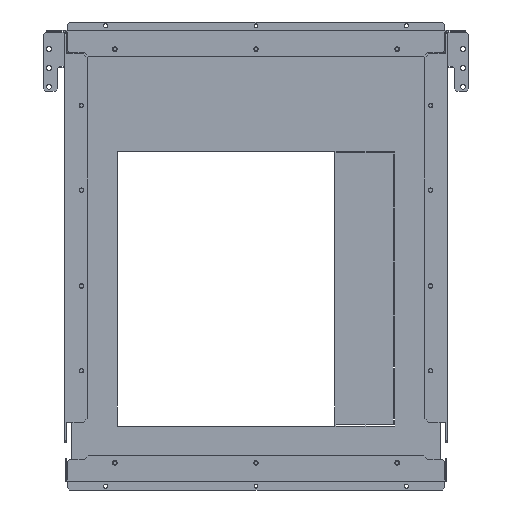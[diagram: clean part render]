
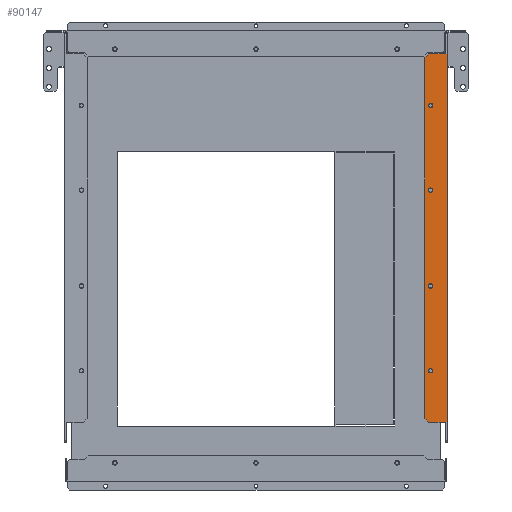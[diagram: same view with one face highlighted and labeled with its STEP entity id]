
A CAD part, left-side view. The second image highlights one B-rep face of the part: STEP entity #90147.
In plain terms, the highlighted planar face has unit normal (-1, 0, 0).
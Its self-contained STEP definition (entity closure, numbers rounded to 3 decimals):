
#2181 = FACE_BOUND ( 'NONE', #67391, .T. ) ;
#2749 = DIRECTION ( 'NONE',  ( 0., 1., 0. ) ) ;
#3779 = VERTEX_POINT ( 'NONE', #31611 ) ;
#4088 = LINE ( 'NONE', #51655, #44268 ) ;
#4129 = LINE ( 'NONE', #5146, #9183 ) ;
#5146 = CARTESIAN_POINT ( 'NONE',  ( -158., -251.5, -496. ) ) ;
#5604 = ORIENTED_EDGE ( 'NONE', *, *, #80019, .F. ) ;
#5609 = EDGE_CURVE ( 'NONE', #66979, #83234, #85927, .T. ) ;
#6185 = EDGE_LOOP ( 'NONE', ( #69567, #99271 ) ) ;
#6263 = ORIENTED_EDGE ( 'NONE', *, *, #71120, .T. ) ;
#7388 = EDGE_LOOP ( 'NONE', ( #17335, #65418 ) ) ;
#7540 = EDGE_CURVE ( 'NONE', #85030, #57380, #64923, .T. ) ;
#7682 = CARTESIAN_POINT ( 'NONE',  ( -158., -232., -315. ) ) ;
#8308 = DIRECTION ( 'NONE',  ( 0., 1., 0. ) ) ;
#8319 = VECTOR ( 'NONE', #39533, 1000. ) ;
#8339 = PLANE ( 'NONE',  #38117 ) ;
#8507 = AXIS2_PLACEMENT_3D ( 'NONE', #7682, #45543, #76736 ) ;
#9183 = VECTOR ( 'NONE', #28161, 1000. ) ;
#9238 = CIRCLE ( 'NONE', #46764, 2.7 ) ;
#9828 = LINE ( 'NONE', #32839, #18719 ) ;
#10108 = VERTEX_POINT ( 'NONE', #51983 ) ;
#10910 = CARTESIAN_POINT ( 'NONE',  ( -158., -232., -315. ) ) ;
#11215 = VECTOR ( 'NONE', #14915, 1000. ) ;
#11647 = CARTESIAN_POINT ( 'NONE',  ( -158., -229.3, -187.5 ) ) ;
#12667 = DIRECTION ( 'NONE',  ( 0., 1., 0. ) ) ;
#13664 = DIRECTION ( 'NONE',  ( 0., 0.707, -0.707 ) ) ;
#14249 = CIRCLE ( 'NONE', #46885, 2.7 ) ;
#14915 = DIRECTION ( 'NONE',  ( 0., 1., 0. ) ) ;
#15525 = DIRECTION ( 'NONE',  ( 0., -1., 0. ) ) ;
#15836 = ORIENTED_EDGE ( 'NONE', *, *, #76357, .T. ) ;
#15841 = CARTESIAN_POINT ( 'NONE',  ( -158., -254., -251.25 ) ) ;
#16006 = ORIENTED_EDGE ( 'NONE', *, *, #75612, .F. ) ;
#16456 = VERTEX_POINT ( 'NONE', #96192 ) ;
#17335 = ORIENTED_EDGE ( 'NONE', *, *, #7540, .F. ) ;
#18719 = VECTOR ( 'NONE', #88085, 1000. ) ;
#19355 = EDGE_CURVE ( 'NONE', #73294, #24656, #9238, .T. ) ;
#19698 = DIRECTION ( 'NONE',  ( 0., 1., 0. ) ) ;
#21839 = LINE ( 'NONE', #35660, #66600 ) ;
#22091 = CARTESIAN_POINT ( 'NONE',  ( -158., -254., -6.5 ) ) ;
#22142 = CARTESIAN_POINT ( 'NONE',  ( -158., -232., -187.5 ) ) ;
#22286 = CARTESIAN_POINT ( 'NONE',  ( -158., -232., -427.5 ) ) ;
#22763 = VERTEX_POINT ( 'NONE', #69174 ) ;
#24656 = VERTEX_POINT ( 'NONE', #41392 ) ;
#25598 = AXIS2_PLACEMENT_3D ( 'NONE', #22142, #46165, #8308 ) ;
#27002 = CARTESIAN_POINT ( 'NONE',  ( -158., -232., -75. ) ) ;
#27495 = ORIENTED_EDGE ( 'NONE', *, *, #60932, .T. ) ;
#28161 = DIRECTION ( 'NONE',  ( 0., -1., 0. ) ) ;
#29225 = DIRECTION ( 'NONE',  ( -1., 0., 0. ) ) ;
#31611 = CARTESIAN_POINT ( 'NONE',  ( -158., -234.7, -315. ) ) ;
#31853 = DIRECTION ( 'NONE',  ( 1., 0., 0. ) ) ;
#32248 = EDGE_CURVE ( 'NONE', #35429, #3779, #39525, .T. ) ;
#32775 = CIRCLE ( 'NONE', #65422, 2.7 ) ;
#32839 = CARTESIAN_POINT ( 'NONE',  ( -158., -119.375, -385.875 ) ) ;
#33593 = ORIENTED_EDGE ( 'NONE', *, *, #37749, .F. ) ;
#35429 = VERTEX_POINT ( 'NONE', #56595 ) ;
#35660 = CARTESIAN_POINT ( 'NONE',  ( -158., -119.375, -116.625 ) ) ;
#35929 = VECTOR ( 'NONE', #15525, 1000. ) ;
#37749 = EDGE_CURVE ( 'NONE', #24656, #73294, #14249, .T. ) ;
#38117 = AXIS2_PLACEMENT_3D ( 'NONE', #94265, #31853, #39517 ) ;
#38549 = AXIS2_PLACEMENT_3D ( 'NONE', #52429, #67762, #19698 ) ;
#38700 = EDGE_CURVE ( 'NONE', #67062, #96140, #91217, .T. ) ;
#39517 = DIRECTION ( 'NONE',  ( 0., 1., 0. ) ) ;
#39525 = CIRCLE ( 'NONE', #8507, 2.7 ) ;
#39533 = DIRECTION ( 'NONE',  ( 0., 0., -1. ) ) ;
#41021 = FACE_BOUND ( 'NONE', #7388, .T. ) ;
#41392 = CARTESIAN_POINT ( 'NONE',  ( -158., -229.3, -75. ) ) ;
#42451 = EDGE_CURVE ( 'NONE', #16456, #48753, #85601, .T. ) ;
#42505 = ORIENTED_EDGE ( 'NONE', *, *, #5609, .T. ) ;
#43451 = DIRECTION ( 'NONE',  ( 0., -1., 0. ) ) ;
#43815 = CARTESIAN_POINT ( 'NONE',  ( -158., -224.5, -251.25 ) ) ;
#44268 = VECTOR ( 'NONE', #43451, 1000. ) ;
#44513 = CARTESIAN_POINT ( 'NONE',  ( -158., -234.7, -187.5 ) ) ;
#45395 = CARTESIAN_POINT ( 'NONE',  ( -158., -229.5, -496. ) ) ;
#45543 = DIRECTION ( 'NONE',  ( -1., 0., 0. ) ) ;
#46165 = DIRECTION ( 'NONE',  ( -1., 0., 0. ) ) ;
#46697 = FACE_BOUND ( 'NONE', #80588, .T. ) ;
#46764 = AXIS2_PLACEMENT_3D ( 'NONE', #27002, #73035, #12667 ) ;
#46842 = ORIENTED_EDGE ( 'NONE', *, *, #47762, .T. ) ;
#46885 = AXIS2_PLACEMENT_3D ( 'NONE', #84951, #29225, #68581 ) ;
#47041 = DIRECTION ( 'NONE',  ( 0., 0., 1. ) ) ;
#47762 = EDGE_CURVE ( 'NONE', #48753, #53986, #9828, .T. ) ;
#48524 = ORIENTED_EDGE ( 'NONE', *, *, #74635, .T. ) ;
#48723 = DIRECTION ( 'NONE',  ( 0., 1., 0. ) ) ;
#48753 = VERTEX_POINT ( 'NONE', #57138 ) ;
#50589 = VECTOR ( 'NONE', #47041, 1000. ) ;
#51655 = CARTESIAN_POINT ( 'NONE',  ( -158., -254., -496. ) ) ;
#51983 = CARTESIAN_POINT ( 'NONE',  ( -158., -229.5, -6.5 ) ) ;
#52429 = CARTESIAN_POINT ( 'NONE',  ( -158., -232., -427.5 ) ) ;
#53986 = VERTEX_POINT ( 'NONE', #45395 ) ;
#55392 = CARTESIAN_POINT ( 'NONE',  ( -158., -232., -187.5 ) ) ;
#56595 = CARTESIAN_POINT ( 'NONE',  ( -158., -229.3, -315. ) ) ;
#57138 = CARTESIAN_POINT ( 'NONE',  ( -158., -224.5, -491. ) ) ;
#57339 = EDGE_LOOP ( 'NONE', ( #15836, #6263, #42505, #16006, #48524, #27495, #60597, #46842 ) ) ;
#57380 = VERTEX_POINT ( 'NONE', #67580 ) ;
#60597 = ORIENTED_EDGE ( 'NONE', *, *, #42451, .T. ) ;
#60932 = EDGE_CURVE ( 'NONE', #10108, #16456, #21839, .T. ) ;
#61405 = CIRCLE ( 'NONE', #38549, 2.7 ) ;
#63057 = FACE_OUTER_BOUND ( 'NONE', #57339, .T. ) ;
#63067 = DIRECTION ( 'NONE',  ( -1., 0., 0. ) ) ;
#64923 = CIRCLE ( 'NONE', #68199, 2.7 ) ;
#65056 = AXIS2_PLACEMENT_3D ( 'NONE', #55392, #63067, #48723 ) ;
#65418 = ORIENTED_EDGE ( 'NONE', *, *, #93607, .F. ) ;
#65422 = AXIS2_PLACEMENT_3D ( 'NONE', #10910, #88166, #2749 ) ;
#66387 = CIRCLE ( 'NONE', #25598, 2.7 ) ;
#66600 = VECTOR ( 'NONE', #13664, 1000. ) ;
#66979 = VERTEX_POINT ( 'NONE', #73526 ) ;
#67062 = VERTEX_POINT ( 'NONE', #11647 ) ;
#67391 = EDGE_LOOP ( 'NONE', ( #33593, #84154 ) ) ;
#67580 = CARTESIAN_POINT ( 'NONE',  ( -158., -234.7, -427.5 ) ) ;
#67762 = DIRECTION ( 'NONE',  ( -1., 0., 0. ) ) ;
#68199 = AXIS2_PLACEMENT_3D ( 'NONE', #22286, #83176, #98528 ) ;
#68581 = DIRECTION ( 'NONE',  ( 0., 1., 0. ) ) ;
#68966 = CARTESIAN_POINT ( 'NONE',  ( -158., -254., -6.5 ) ) ;
#69174 = CARTESIAN_POINT ( 'NONE',  ( -158., -251.5, -6.5 ) ) ;
#69485 = CARTESIAN_POINT ( 'NONE',  ( -158., -234.7, -75. ) ) ;
#69567 = ORIENTED_EDGE ( 'NONE', *, *, #32248, .F. ) ;
#71120 = EDGE_CURVE ( 'NONE', #90190, #66979, #4129, .T. ) ;
#73035 = DIRECTION ( 'NONE',  ( -1., 0., 0. ) ) ;
#73294 = VERTEX_POINT ( 'NONE', #69485 ) ;
#73526 = CARTESIAN_POINT ( 'NONE',  ( -158., -254., -496. ) ) ;
#74635 = EDGE_CURVE ( 'NONE', #22763, #10108, #76302, .T. ) ;
#75612 = EDGE_CURVE ( 'NONE', #22763, #83234, #86617, .T. ) ;
#76302 = LINE ( 'NONE', #22091, #11215 ) ;
#76357 = EDGE_CURVE ( 'NONE', #53986, #90190, #4088, .T. ) ;
#76736 = DIRECTION ( 'NONE',  ( 0., 1., 0. ) ) ;
#77919 = CARTESIAN_POINT ( 'NONE',  ( -158., -254., -6.5 ) ) ;
#79905 = CARTESIAN_POINT ( 'NONE',  ( -158., -251.5, -496. ) ) ;
#80019 = EDGE_CURVE ( 'NONE', #96140, #67062, #66387, .T. ) ;
#80588 = EDGE_LOOP ( 'NONE', ( #96802, #5604 ) ) ;
#83176 = DIRECTION ( 'NONE',  ( -1., 0., 0. ) ) ;
#83234 = VERTEX_POINT ( 'NONE', #68966 ) ;
#84154 = ORIENTED_EDGE ( 'NONE', *, *, #19355, .F. ) ;
#84951 = CARTESIAN_POINT ( 'NONE',  ( -158., -232., -75. ) ) ;
#85030 = VERTEX_POINT ( 'NONE', #91682 ) ;
#85601 = LINE ( 'NONE', #43815, #8319 ) ;
#85927 = LINE ( 'NONE', #15841, #50589 ) ;
#85952 = EDGE_CURVE ( 'NONE', #3779, #35429, #32775, .T. ) ;
#86617 = LINE ( 'NONE', #77919, #35929 ) ;
#87085 = FACE_BOUND ( 'NONE', #6185, .T. ) ;
#88085 = DIRECTION ( 'NONE',  ( 0., -0.707, -0.707 ) ) ;
#88166 = DIRECTION ( 'NONE',  ( -1., 0., 0. ) ) ;
#90147 = ADVANCED_FACE ( 'NONE', ( #87085, #41021, #46697, #2181, #63057 ), #8339, .F. ) ;
#90190 = VERTEX_POINT ( 'NONE', #79905 ) ;
#91217 = CIRCLE ( 'NONE', #65056, 2.7 ) ;
#91682 = CARTESIAN_POINT ( 'NONE',  ( -158., -229.3, -427.5 ) ) ;
#93607 = EDGE_CURVE ( 'NONE', #57380, #85030, #61405, .T. ) ;
#94265 = CARTESIAN_POINT ( 'NONE',  ( -158., -254., -251.25 ) ) ;
#96140 = VERTEX_POINT ( 'NONE', #44513 ) ;
#96192 = CARTESIAN_POINT ( 'NONE',  ( -158., -224.5, -11.5 ) ) ;
#96802 = ORIENTED_EDGE ( 'NONE', *, *, #38700, .F. ) ;
#98528 = DIRECTION ( 'NONE',  ( 0., 1., 0. ) ) ;
#99271 = ORIENTED_EDGE ( 'NONE', *, *, #85952, .F. ) ;
